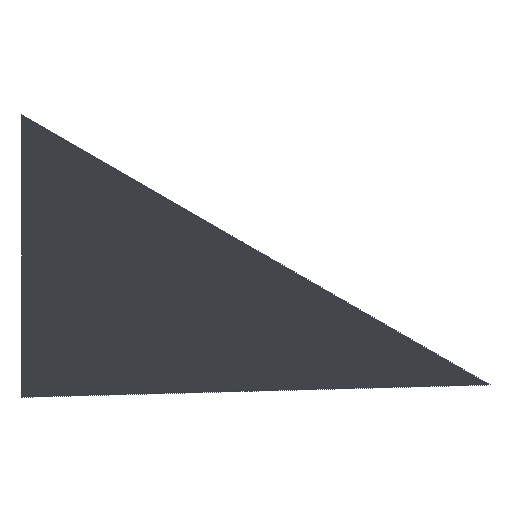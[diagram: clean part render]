
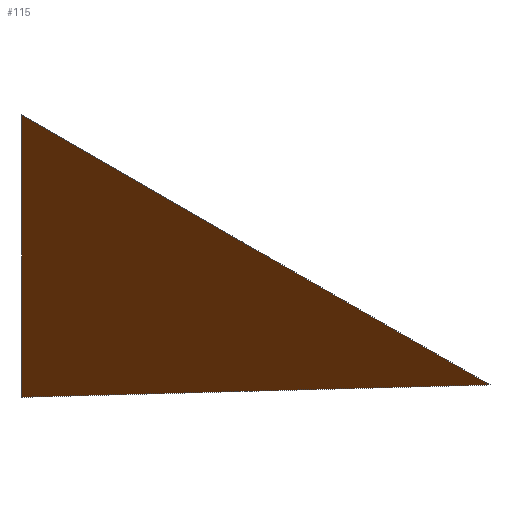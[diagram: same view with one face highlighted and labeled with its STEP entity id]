
A CAD part, isometric view. The second image highlights one B-rep face of the part: STEP entity #115.
In plain terms, the highlighted planar face has unit normal (-1, 0, 0).
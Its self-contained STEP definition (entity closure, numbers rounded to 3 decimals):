
#15 = VERTEX_POINT('',#16);
#16 = CARTESIAN_POINT('',(0.25,1.27,5.4));
#17 = VERTEX_POINT('',#18);
#18 = CARTESIAN_POINT('',(0.25,1.27,6.2));
#19 = LINE('',#20,#21);
#20 = CARTESIAN_POINT('',(0.25,1.27,5.4));
#21 = VECTOR('',#22,1.);
#22 = DIRECTION('',(0.,0.,1.));
#23 = VERTEX_POINT('',#24);
#24 = CARTESIAN_POINT('',(0.25,1.27,5.4));
#25 = VERTEX_POINT('',#26);
#26 = CARTESIAN_POINT('',(0.25,1.27,6.2));
#27 = LINE('',#28,#29);
#28 = CARTESIAN_POINT('',(0.25,1.27,5.4));
#29 = VECTOR('',#30,1.);
#30 = DIRECTION('',(0.,0.,1.));
#31 = VERTEX_POINT('',#32);
#32 = CARTESIAN_POINT('',(0.25,2.29,5.4));
#33 = VERTEX_POINT('',#34);
#34 = CARTESIAN_POINT('',(0.25,2.29,6.2));
#35 = LINE('',#36,#37);
#36 = CARTESIAN_POINT('',(0.25,2.29,5.4));
#37 = VECTOR('',#38,1.);
#38 = DIRECTION('',(0.,0.,1.));
#39 = VERTEX_POINT('',#40);
#40 = CARTESIAN_POINT('',(0.25,1.27,6.2));
#41 = VERTEX_POINT('',#42);
#42 = CARTESIAN_POINT('',(0.25,2.29,6.2));
#43 = LINE('',#44,#45);
#44 = CARTESIAN_POINT('',(0.25,1.905,6.2));
#45 = VECTOR('',#46,1.);
#46 = DIRECTION('',(0.,0.,1.));
#115 = ADVANCED_FACE('',(#116),#122,.F.);
#116 = FACE_BOUND('',#117,.F.);
#117 = EDGE_LOOP('',(#118,#119,#120,#121));
#118 = ORIENTED_EDGE('',*,*,#1118,.T.);
#1118 = EDGE_CURVE('',#15,#17,#19,.T.);
#119 = ORIENTED_EDGE('',*,*,#1119,.T.);
#1119 = EDGE_CURVE('',#23,#25,#27,.T.);
#120 = ORIENTED_EDGE('',*,*,#1120,.T.);
#1120 = EDGE_CURVE('',#31,#33,#35,.T.);
#121 = ORIENTED_EDGE('',*,*,#1121,.T.);
#1121 = EDGE_CURVE('',#39,#41,#43,.T.);
#122 = PLANE('',#123);
#123 = AXIS2_PLACEMENT_3D('',#124,#125,#126);
#124 = CARTESIAN_POINT('',(0.,0.,0.));
#125 = DIRECTION('',(1.,0.,0.));
#126 = DIRECTION('',(0.,0.,1.));
